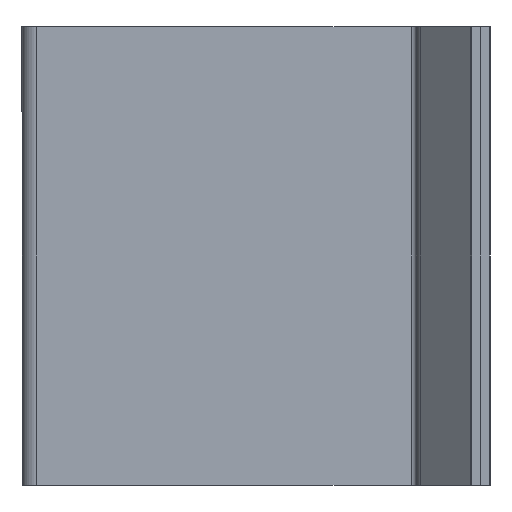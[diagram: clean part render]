
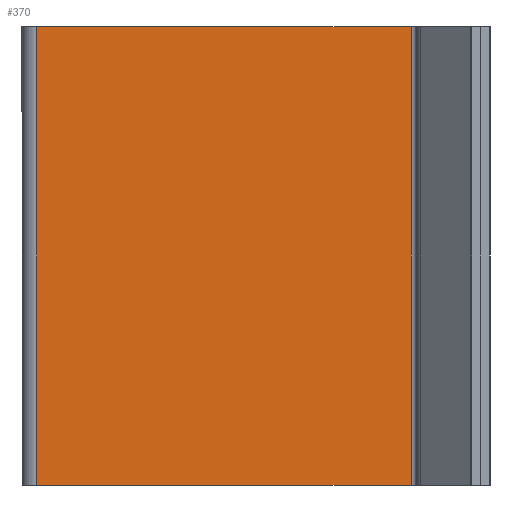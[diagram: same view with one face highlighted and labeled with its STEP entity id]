
A CAD part, left-side view. The second image highlights one B-rep face of the part: STEP entity #370.
In plain terms, the highlighted planar face has unit normal (-1, 0, 0).
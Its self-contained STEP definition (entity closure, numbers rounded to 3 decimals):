
#33 = LINE ( 'NONE', #1047, #1722 ) ;
#86 = VECTOR ( 'NONE', #1836, 1000. ) ;
#91 = CARTESIAN_POINT ( 'NONE',  ( -96.5, 48.4, 0. ) ) ;
#129 = CARTESIAN_POINT ( 'NONE',  ( -96.5, 7.6, 50. ) ) ;
#141 = DIRECTION ( 'NONE',  ( 0., 1., 0. ) ) ;
#156 = CARTESIAN_POINT ( 'NONE',  ( -96.5, 48.4, 50. ) ) ;
#352 = DIRECTION ( 'NONE',  ( 0., 0., 1. ) ) ;
#370 = ADVANCED_FACE ( 'NONE', ( #1985 ), #453, .T. ) ;
#375 = EDGE_LOOP ( 'NONE', ( #1698, #1548, #1304, #1388 ) ) ;
#453 = PLANE ( 'NONE',  #1191 ) ;
#524 = EDGE_CURVE ( 'NONE', #900, #1427, #610, .T. ) ;
#583 = LINE ( 'NONE', #1643, #1198 ) ;
#610 = LINE ( 'NONE', #1119, #799 ) ;
#799 = VECTOR ( 'NONE', #352, 1000. ) ;
#814 = VERTEX_POINT ( 'NONE', #892 ) ;
#838 = VERTEX_POINT ( 'NONE', #129 ) ;
#892 = CARTESIAN_POINT ( 'NONE',  ( -96.5, 7.6, 0. ) ) ;
#900 = VERTEX_POINT ( 'NONE', #91 ) ;
#906 = CARTESIAN_POINT ( 'NONE',  ( -96.5, 49., 50. ) ) ;
#1010 = LINE ( 'NONE', #906, #86 ) ;
#1021 = EDGE_CURVE ( 'NONE', #814, #900, #33, .T. ) ;
#1022 = DIRECTION ( 'NONE',  ( -1., 0., 0. ) ) ;
#1045 = EDGE_CURVE ( 'NONE', #1427, #838, #1010, .T. ) ;
#1047 = CARTESIAN_POINT ( 'NONE',  ( -96.5, 49., 0. ) ) ;
#1119 = CARTESIAN_POINT ( 'NONE',  ( -96.5, 48.4, 50. ) ) ;
#1191 = AXIS2_PLACEMENT_3D ( 'NONE', #1544, #1022, #1970 ) ;
#1198 = VECTOR ( 'NONE', #1822, 1000. ) ;
#1304 = ORIENTED_EDGE ( 'NONE', *, *, #524, .F. ) ;
#1388 = ORIENTED_EDGE ( 'NONE', *, *, #1021, .F. ) ;
#1427 = VERTEX_POINT ( 'NONE', #156 ) ;
#1544 = CARTESIAN_POINT ( 'NONE',  ( -96.5, 49., 50. ) ) ;
#1548 = ORIENTED_EDGE ( 'NONE', *, *, #1045, .F. ) ;
#1643 = CARTESIAN_POINT ( 'NONE',  ( -96.5, 7.6, 0. ) ) ;
#1698 = ORIENTED_EDGE ( 'NONE', *, *, #1781, .F. ) ;
#1722 = VECTOR ( 'NONE', #141, 1000. ) ;
#1781 = EDGE_CURVE ( 'NONE', #838, #814, #583, .T. ) ;
#1822 = DIRECTION ( 'NONE',  ( 0., 0., -1. ) ) ;
#1836 = DIRECTION ( 'NONE',  ( 0., -1., 0. ) ) ;
#1970 = DIRECTION ( 'NONE',  ( 0., 0., 1. ) ) ;
#1985 = FACE_OUTER_BOUND ( 'NONE', #375, .T. ) ;
